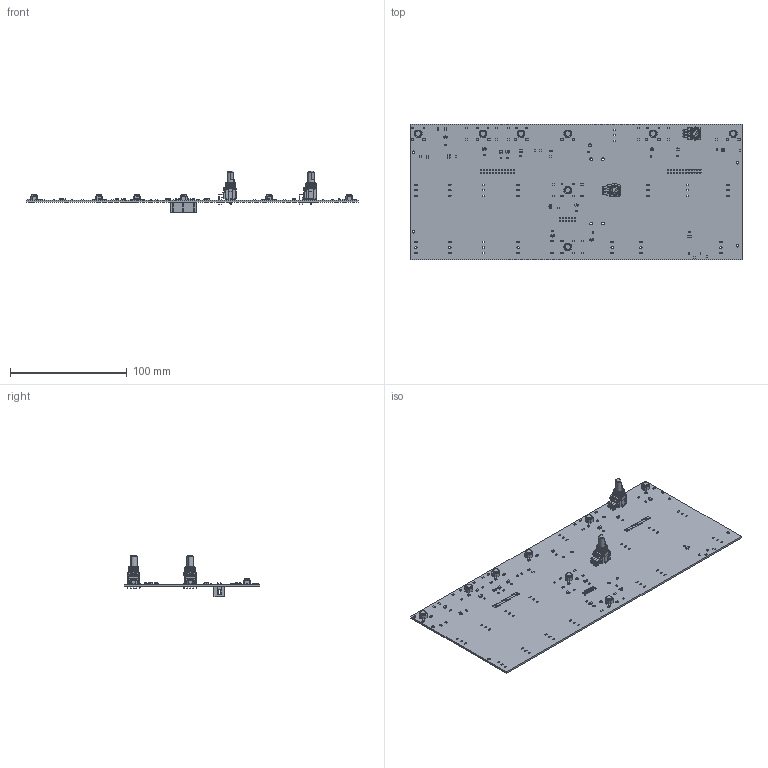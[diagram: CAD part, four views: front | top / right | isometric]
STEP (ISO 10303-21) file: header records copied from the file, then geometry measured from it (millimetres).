
FILE_DESCRIPTION(('FreeCAD Model'),'2;1');
FILE_NAME('Open CASCADE Shape Model','2024-11-07T00:29:53',('Author'),( ''),'Open CASCADE STEP processor 7.6','FreeCAD','Unknown');
FILE_SCHEMA(('AUTOMOTIVE_DESIGN { 1 0 10303 214 1 1 1 1 }'));
Length unit declared in the file: millimetre
Products named in the file (121): 25VU-Anti-Ice-Cab-Press 1; R_0805_2012Metric001; R_0805_2012Metric; LED_0603_1608Metric001; LED_0603_1608Metric; R_0603_1608Metric001; R_0603_1608Metric; SW_Push_1TS009xxxx-xxxx-xxxx_6x6x5mm; LinkGroup003; LinkGroup; LinkGroup001; LinkGroup002; LED_0805_2012Metric001; LED_0805_2012Metric; R_0805_2012Metric003; R_0603_1608Metric003; R_0805_2012Metric005; LED_0805_2012Metric003; R_0805_2012Metric007; LED_0805_2012Metric005; SOT-23; SOT_23; LED_0805_2012Metric007; R_0805_2012Metric009; SOT-024; SW_Push_1TS009xxxx-xxxx-xxxx_6x6x5mm001; LinkGroup007; SW_Push_1TS009xxxx-xxxx-xxxx_6x6x5mm002; LinkGroup011; R_0805_2012Metric011; RK09L12-F15V; 25VU-Anti-Ice-Cab-Press 1.19.1; SW_Push_1TS009xxxx-xxxx-xxxx_6x6x5mm003; LinkGroup015; LED_0805_2012Metric009; LED_0603_1608Metric003; LED_0603_1608Metric005; R_0603_1608Metric005; LED_0805_2012Metric011; LED_0603_1608Metric007 ...
Assembly tree (227 placements, depth 4):
  25VU-Anti-Ice-Cab-Press 1
    R_0805_2012Metric001
      R_0805_2012Metric
    LED_0603_1608Metric001
      LED_0603_1608Metric
    R_0603_1608Metric001
      R_0603_1608Metric
    SW_Push_1TS009xxxx-xxxx-xxxx_6x6x5mm
      LinkGroup003
        LinkGroup
        LinkGroup001
        LinkGroup002
    LED_0805_2012Metric001
      LED_0805_2012Metric
    R_0805_2012Metric003
      R_0805_2012Metric
    R_0603_1608Metric003
      R_0603_1608Metric
    R_0805_2012Metric005
      R_0805_2012Metric
    LED_0805_2012Metric003
      LED_0805_2012Metric
    R_0805_2012Metric007
      R_0805_2012Metric
    LED_0805_2012Metric005
      LED_0805_2012Metric
    SOT-23
      SOT_23
    LED_0805_2012Metric007
      LED_0805_2012Metric
    R_0805_2012Metric009
      R_0805_2012Metric
    SOT-024
      SOT_23
    SW_Push_1TS009xxxx-xxxx-xxxx_6x6x5mm001
      LinkGroup007
        LinkGroup
        LinkGroup001
        LinkGroup002
    SW_Push_1TS009xxxx-xxxx-xxxx_6x6x5mm002
      LinkGroup011
        LinkGroup
        LinkGroup001
        LinkGroup002
    R_0805_2012Metric011
      R_0805_2012Metric
    RK09L12-F15V
      25VU-Anti-Ice-Cab-Press 1.19.1
    SW_Push_1TS009xxxx-xxxx-xxxx_6x6x5mm003
      LinkGroup015
        LinkGroup
        LinkGroup001
        LinkGroup002
    LED_0805_2012Metric009
      LED_0805_2012Metric
    LED_0603_1608Metric003
      LED_0603_1608Metric
    LED_0603_1608Metric005
      LED_0603_1608Metric
    R_0603_1608Metric005
Bounding box: 284 x 116 x 35.8 mm (x, y, z)
Volume: 57704.1 mm3; surface area: 74418 mm2
Topology: 118 solids, 118 shells, 5598 faces, 14526 edges, 9236 vertices
Faces by surface type: plane 3890, cylinder 1275, bspline 419, cone 6, revolution 4, torus 4
Full cylindrical faces by diameter (mm): 1 x78, 2.2 x8, 4.5 x8
Entity records: 49318 total; most frequent: CARTESIAN_POINT 9480, DIRECTION 6918, ORIENTED_EDGE 6714, EDGE_CURVE 3357, LINE 2506, VECTOR 2506, AXIS2_PLACEMENT_3D 2205, VERTEX_POINT 2152
